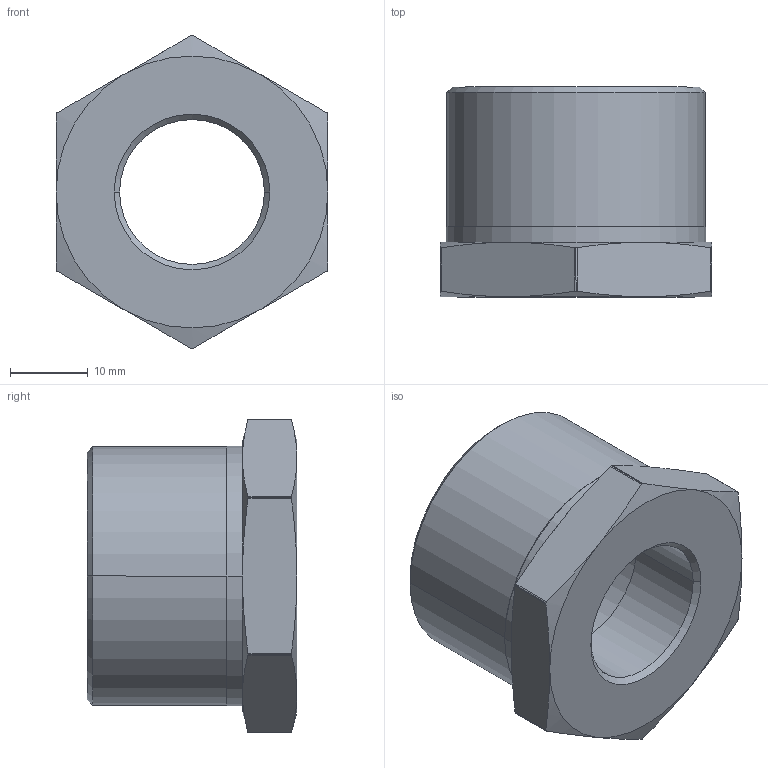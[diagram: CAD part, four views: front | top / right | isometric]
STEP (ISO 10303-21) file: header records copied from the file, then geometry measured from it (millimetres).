
FILE_DESCRIPTION (( 'STEP AP214' ), '1' );
FILE_NAME ('heco_RS-100-012-I.STEP', '2017-05-16T15:04:19', ( '' ), ( '' ), 'SwSTEP 2.0', 'SolidWorks 2016', '' );
FILE_SCHEMA (( 'AUTOMOTIVE_DESIGN' ));
Length unit declared in the file: millimetre
Products named in the file (1): heco_RS-100-012-I
Bounding box: 35 x 27 x 40.32 mm (x, y, z)
Volume: 15996.7 mm3; surface area: 6102.7 mm2
Topology: 1 solids, 1 shells, 221 faces, 562 edges, 368 vertices
Faces by surface type: plane 93, bspline 88, cylinder 20, cone 20
Entity records: 13569 total; most frequent: CARTESIAN_POINT 7072, ORIENTED_EDGE 1124, DIRECTION 642, EDGE_CURVE 562, VERTEX_POINT 368, LINE 302, VECTOR 302, EDGE_LOOP 248
